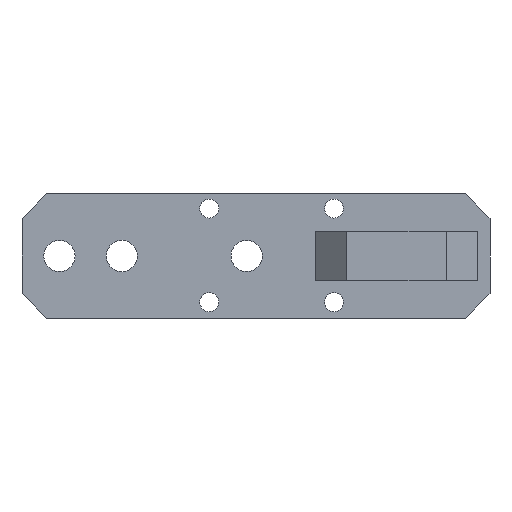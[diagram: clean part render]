
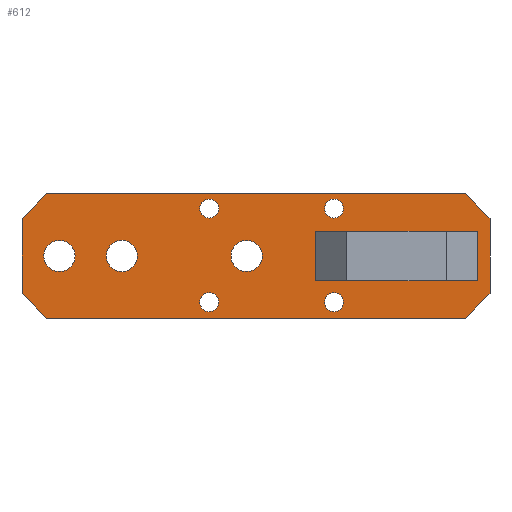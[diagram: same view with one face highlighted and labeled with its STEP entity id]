
A CAD part, front view. The second image highlights one B-rep face of the part: STEP entity #612.
In plain terms, the highlighted planar face has unit normal (0, -1, 0).
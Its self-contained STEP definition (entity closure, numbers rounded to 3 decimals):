
#32=FACE_BOUND('',#146,.T.);
#33=FACE_BOUND('',#147,.T.);
#34=FACE_BOUND('',#148,.T.);
#35=FACE_BOUND('',#149,.T.);
#36=FACE_BOUND('',#150,.T.);
#37=FACE_BOUND('',#151,.T.);
#38=FACE_BOUND('',#152,.T.);
#39=FACE_BOUND('',#153,.T.);
#56=PLANE('',#669);
#98=FACE_OUTER_BOUND('',#145,.T.);
#145=EDGE_LOOP('',(#563,#564,#565,#566,#567,#568,#569,#570));
#146=EDGE_LOOP('',(#571));
#147=EDGE_LOOP('',(#572,#573,#574,#575));
#148=EDGE_LOOP('',(#576));
#149=EDGE_LOOP('',(#577));
#150=EDGE_LOOP('',(#578));
#151=EDGE_LOOP('',(#579));
#152=EDGE_LOOP('',(#580));
#153=EDGE_LOOP('',(#581));
#173=LINE('',#902,#228);
#178=LINE('',#920,#233);
#185=LINE('',#941,#240);
#186=LINE('',#943,#241);
#187=LINE('',#947,#242);
#191=LINE('',#953,#246);
#192=LINE('',#957,#247);
#195=LINE('',#962,#250);
#197=LINE('',#966,#252);
#199=LINE('',#970,#254);
#207=LINE('',#997,#262);
#208=LINE('',#999,#263);
#228=VECTOR('',#727,10.);
#233=VECTOR('',#744,10.);
#240=VECTOR('',#769,10.);
#241=VECTOR('',#772,10.);
#242=VECTOR('',#775,10.);
#246=VECTOR('',#781,10.);
#247=VECTOR('',#784,10.);
#250=VECTOR('',#789,10.);
#252=VECTOR('',#793,10.);
#254=VECTOR('',#797,10.);
#262=VECTOR('',#831,10.);
#263=VECTOR('',#834,10.);
#266=CIRCLE('',#619,2.5);
#283=CIRCLE('',#656,1.515);
#284=CIRCLE('',#658,1.515);
#285=CIRCLE('',#660,1.515);
#286=CIRCLE('',#662,1.515);
#287=CIRCLE('',#664,2.5);
#288=CIRCLE('',#666,2.5);
#291=VERTEX_POINT('',#845);
#314=VERTEX_POINT('',#899);
#315=VERTEX_POINT('',#901);
#322=VERTEX_POINT('',#919);
#327=VERTEX_POINT('',#939);
#328=VERTEX_POINT('',#945);
#329=VERTEX_POINT('',#946);
#330=VERTEX_POINT('',#951);
#331=VERTEX_POINT('',#955);
#332=VERTEX_POINT('',#956);
#333=VERTEX_POINT('',#961);
#334=VERTEX_POINT('',#965);
#335=VERTEX_POINT('',#969);
#336=VERTEX_POINT('',#973);
#337=VERTEX_POINT('',#977);
#338=VERTEX_POINT('',#981);
#339=VERTEX_POINT('',#985);
#340=VERTEX_POINT('',#989);
#341=VERTEX_POINT('',#993);
#345=EDGE_CURVE('',#291,#291,#266,.T.);
#372=EDGE_CURVE('',#315,#314,#173,.T.);
#381=EDGE_CURVE('',#322,#315,#178,.T.);
#392=EDGE_CURVE('',#314,#327,#185,.T.);
#393=EDGE_CURVE('',#327,#322,#186,.T.);
#394=EDGE_CURVE('',#328,#329,#187,.T.);
#398=EDGE_CURVE('',#328,#330,#191,.T.);
#399=EDGE_CURVE('',#331,#332,#192,.T.);
#402=EDGE_CURVE('',#333,#332,#195,.T.);
#404=EDGE_CURVE('',#333,#334,#197,.T.);
#406=EDGE_CURVE('',#335,#330,#199,.T.);
#408=EDGE_CURVE('',#336,#336,#283,.T.);
#410=EDGE_CURVE('',#337,#337,#284,.T.);
#412=EDGE_CURVE('',#338,#338,#285,.T.);
#414=EDGE_CURVE('',#339,#339,#286,.T.);
#416=EDGE_CURVE('',#340,#340,#287,.T.);
#418=EDGE_CURVE('',#341,#341,#288,.T.);
#420=EDGE_CURVE('',#331,#329,#207,.T.);
#421=EDGE_CURVE('',#335,#334,#208,.T.);
#563=ORIENTED_EDGE('',*,*,#394,.F.);
#564=ORIENTED_EDGE('',*,*,#398,.T.);
#565=ORIENTED_EDGE('',*,*,#406,.F.);
#566=ORIENTED_EDGE('',*,*,#421,.T.);
#567=ORIENTED_EDGE('',*,*,#404,.F.);
#568=ORIENTED_EDGE('',*,*,#402,.T.);
#569=ORIENTED_EDGE('',*,*,#399,.F.);
#570=ORIENTED_EDGE('',*,*,#420,.T.);
#571=ORIENTED_EDGE('',*,*,#345,.T.);
#572=ORIENTED_EDGE('',*,*,#381,.T.);
#573=ORIENTED_EDGE('',*,*,#372,.T.);
#574=ORIENTED_EDGE('',*,*,#392,.T.);
#575=ORIENTED_EDGE('',*,*,#393,.T.);
#576=ORIENTED_EDGE('',*,*,#418,.T.);
#577=ORIENTED_EDGE('',*,*,#416,.T.);
#578=ORIENTED_EDGE('',*,*,#414,.T.);
#579=ORIENTED_EDGE('',*,*,#412,.T.);
#580=ORIENTED_EDGE('',*,*,#410,.T.);
#581=ORIENTED_EDGE('',*,*,#408,.T.);
#612=ADVANCED_FACE('',(#98,#32,#33,#34,#35,#36,#37,#38,#39),#56,.T.);
#619=AXIS2_PLACEMENT_3D('',#846,#681,#682);
#656=AXIS2_PLACEMENT_3D('',#974,#801,#802);
#658=AXIS2_PLACEMENT_3D('',#978,#806,#807);
#660=AXIS2_PLACEMENT_3D('',#982,#811,#812);
#662=AXIS2_PLACEMENT_3D('',#986,#816,#817);
#664=AXIS2_PLACEMENT_3D('',#990,#821,#822);
#666=AXIS2_PLACEMENT_3D('',#994,#826,#827);
#669=AXIS2_PLACEMENT_3D('',#1000,#835,#836);
#681=DIRECTION('center_axis',(0.,1.,0.));
#682=DIRECTION('ref_axis',(1.,0.,0.));
#727=DIRECTION('',(1.,0.,0.));
#744=DIRECTION('',(0.,0.,1.));
#769=DIRECTION('',(0.,0.,-1.));
#772=DIRECTION('',(-1.,0.,0.));
#775=DIRECTION('',(0.707,0.,-0.707));
#781=DIRECTION('',(-1.,0.,0.));
#784=DIRECTION('',(-0.707,0.,-0.707));
#789=DIRECTION('',(1.,0.,0.));
#793=DIRECTION('',(-0.707,0.,0.707));
#797=DIRECTION('',(0.707,0.,0.707));
#801=DIRECTION('center_axis',(0.,1.,0.));
#802=DIRECTION('ref_axis',(1.,0.,0.));
#806=DIRECTION('center_axis',(0.,1.,0.));
#807=DIRECTION('ref_axis',(1.,0.,0.));
#811=DIRECTION('center_axis',(0.,1.,0.));
#812=DIRECTION('ref_axis',(1.,0.,0.));
#816=DIRECTION('center_axis',(0.,1.,0.));
#817=DIRECTION('ref_axis',(1.,0.,0.));
#821=DIRECTION('center_axis',(0.,1.,0.));
#822=DIRECTION('ref_axis',(1.,0.,0.));
#826=DIRECTION('center_axis',(0.,1.,0.));
#827=DIRECTION('ref_axis',(1.,0.,0.));
#831=DIRECTION('',(0.,0.,1.));
#834=DIRECTION('',(0.,0.,-1.));
#835=DIRECTION('center_axis',(0.,-1.,0.));
#836=DIRECTION('ref_axis',(1.,0.,0.));
#845=CARTESIAN_POINT('',(-6.5,-13.896,4.));
#846=CARTESIAN_POINT('Origin',(-4.,-13.896,4.));
#899=CARTESIAN_POINT('',(33.,-13.896,8.));
#901=CARTESIAN_POINT('',(7.,-13.896,8.));
#902=CARTESIAN_POINT('',(8.75,-13.896,8.));
#919=CARTESIAN_POINT('',(7.,-13.896,0.));
#920=CARTESIAN_POINT('',(7.,-13.896,2.));
#939=CARTESIAN_POINT('',(33.,-13.896,0.));
#941=CARTESIAN_POINT('',(33.,-13.896,2.));
#943=CARTESIAN_POINT('',(8.75,-13.896,0.));
#945=CARTESIAN_POINT('',(31.,-13.896,14.));
#946=CARTESIAN_POINT('',(35.,-13.896,10.));
#947=CARTESIAN_POINT('',(26.125,-13.896,18.875));
#951=CARTESIAN_POINT('',(-36.,-13.896,14.));
#953=CARTESIAN_POINT('',(35.,-13.896,14.));
#955=CARTESIAN_POINT('',(35.,-13.896,-2.));
#956=CARTESIAN_POINT('',(31.,-13.896,-6.));
#957=CARTESIAN_POINT('',(26.125,-13.896,-10.875));
#961=CARTESIAN_POINT('',(-36.,-13.896,-6.));
#962=CARTESIAN_POINT('',(-40.,-13.896,-6.));
#965=CARTESIAN_POINT('',(-40.,-13.896,-2.));
#966=CARTESIAN_POINT('',(-31.125,-13.896,-10.875));
#969=CARTESIAN_POINT('',(-40.,-13.896,10.));
#970=CARTESIAN_POINT('',(-31.125,-13.896,18.875));
#973=CARTESIAN_POINT('',(8.486,-13.896,11.604));
#974=CARTESIAN_POINT('Origin',(10.,-13.896,11.604));
#977=CARTESIAN_POINT('',(-11.515,-13.896,11.604));
#978=CARTESIAN_POINT('Origin',(-10.,-13.896,11.604));
#981=CARTESIAN_POINT('',(8.486,-13.896,-3.396));
#982=CARTESIAN_POINT('Origin',(10.,-13.896,-3.396));
#985=CARTESIAN_POINT('',(-11.515,-13.896,-3.396));
#986=CARTESIAN_POINT('Origin',(-10.,-13.896,-3.396));
#989=CARTESIAN_POINT('',(-36.5,-13.896,4.));
#990=CARTESIAN_POINT('Origin',(-34.,-13.896,4.));
#993=CARTESIAN_POINT('',(-26.5,-13.896,4.));
#994=CARTESIAN_POINT('Origin',(-24.,-13.896,4.));
#997=CARTESIAN_POINT('',(35.,-13.896,-6.));
#999=CARTESIAN_POINT('',(-40.,-13.896,14.));
#1000=CARTESIAN_POINT('Origin',(-2.5,-13.896,4.));
